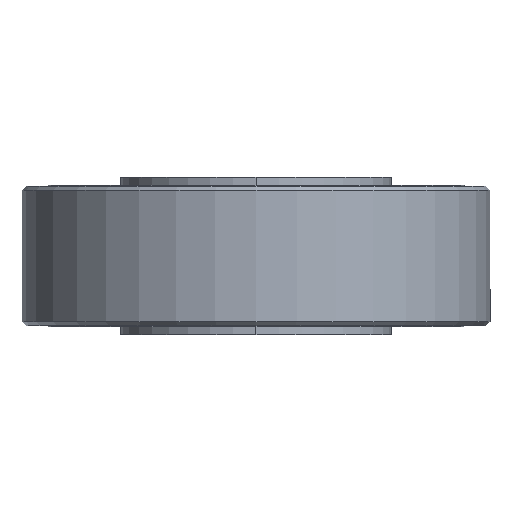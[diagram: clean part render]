
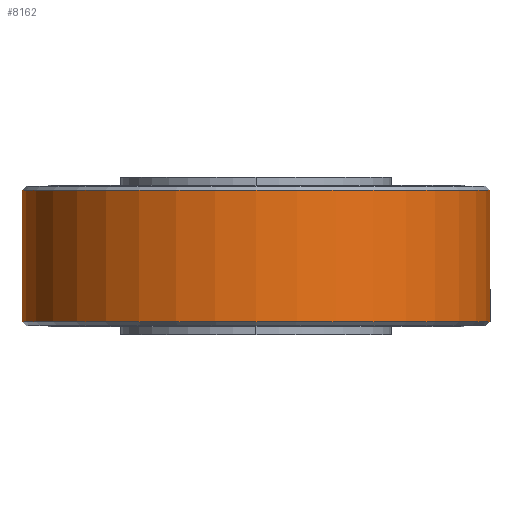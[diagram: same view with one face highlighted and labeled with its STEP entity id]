
A CAD part, left-side view. The second image highlights one B-rep face of the part: STEP entity #8162.
In plain terms, the highlighted cylindrical face has radius 112.5 mm (diameter 225 mm), a partial arc.
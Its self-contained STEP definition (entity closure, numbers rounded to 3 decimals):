
#6838=CARTESIAN_POINT('',(31.5,112.5,0.0));
#6839=VERTEX_POINT('',#6838);
#6855=CARTESIAN_POINT('',(31.5,-112.5,0.));
#6856=VERTEX_POINT('',#6855);
#6878=CARTESIAN_POINT('',(-31.5,112.5,0.0));
#6879=VERTEX_POINT('',#6878);
#6880=CARTESIAN_POINT('',(31.5,112.5,0.0));
#6881=DIRECTION('',(-1.0,0.0,0.0));
#6882=VECTOR('',#6881,63.);
#6883=LINE('',#6880,#6882);
#6884=EDGE_CURVE('',#6839,#6879,#6883,.T.);
#6887=CARTESIAN_POINT('',(-31.5,-112.5,0.));
#6888=VERTEX_POINT('',#6887);
#6889=CARTESIAN_POINT('',(31.5,-112.5,0.));
#6890=DIRECTION('',(-1.0,0.0,0.0));
#6891=VECTOR('',#6890,63.);
#6892=LINE('',#6889,#6891);
#6893=EDGE_CURVE('',#6856,#6888,#6892,.T.);
#8135=CARTESIAN_POINT('',(-31.5,0.0,0.0));
#8136=DIRECTION('',(1.0,0.0,0.0));
#8137=DIRECTION('',(0.0,1.0,0.0));
#8138=AXIS2_PLACEMENT_3D('',#8135,#8136,#8137);
#8139=CIRCLE('',#8138,112.5);
#8140=EDGE_CURVE('',#6879,#6888,#8139,.T.);
#8145=CARTESIAN_POINT('',(0.,0.0,0.0));
#8146=DIRECTION('',(1.0,0.0,0.0));
#8147=DIRECTION('',(0.0,1.0,0.0));
#8148=AXIS2_PLACEMENT_3D('',#8145,#8146,#8147);
#8149=CYLINDRICAL_SURFACE('',#8148,112.5);
#8150=ORIENTED_EDGE('',*,*,#6884,.T.);
#8151=ORIENTED_EDGE('',*,*,#8140,.T.);
#8152=ORIENTED_EDGE('',*,*,#6893,.F.);
#8153=CARTESIAN_POINT('',(31.5,0.0,0.0));
#8154=DIRECTION('',(1.0,0.0,0.0));
#8155=DIRECTION('',(0.0,1.0,0.0));
#8156=AXIS2_PLACEMENT_3D('',#8153,#8154,#8155);
#8157=CIRCLE('',#8156,112.5);
#8158=EDGE_CURVE('',#6839,#6856,#8157,.T.);
#8159=ORIENTED_EDGE('',*,*,#8158,.F.);
#8160=EDGE_LOOP('',(#8150,#8151,#8152,#8159));
#8161=FACE_OUTER_BOUND('',#8160,.T.);
#8162=ADVANCED_FACE('',(#8161),#8149,.T.);
